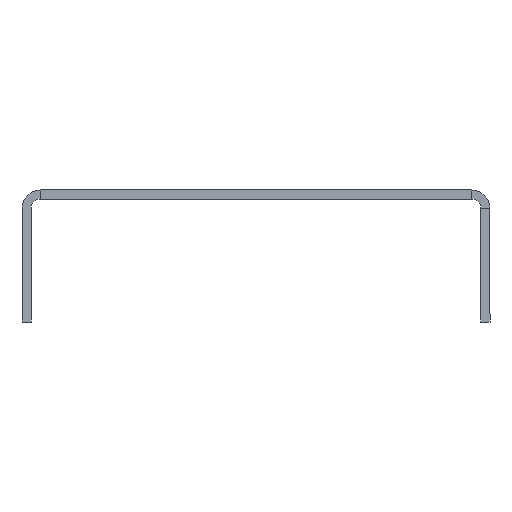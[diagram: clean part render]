
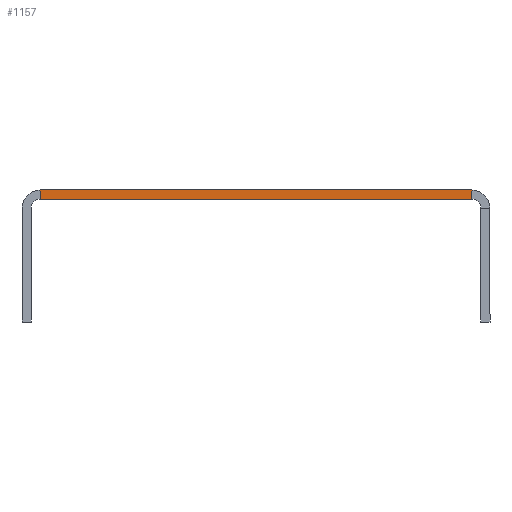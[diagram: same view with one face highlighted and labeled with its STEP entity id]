
A CAD part, front view. The second image highlights one B-rep face of the part: STEP entity #1157.
In plain terms, the highlighted planar face has unit normal (0, -1, 0).
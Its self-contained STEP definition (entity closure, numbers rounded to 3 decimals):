
#11 = VERTEX_POINT ( 'NONE', #457 ) ;
#36 = DIRECTION ( 'NONE',  ( 0., 0., -1. ) ) ;
#39 = LINE ( 'NONE', #319, #599 ) ;
#73 = EDGE_CURVE ( 'NONE', #399, #11, #175, .T. ) ;
#86 = CARTESIAN_POINT ( 'NONE',  ( 51.4, -1040.5, -2. ) ) ;
#130 = DIRECTION ( 'NONE',  ( 0., -1., 0. ) ) ;
#175 = LINE ( 'NONE', #823, #1103 ) ;
#189 = AXIS2_PLACEMENT_3D ( 'NONE', #858, #130, #36 ) ;
#214 = PLANE ( 'NONE',  #189 ) ;
#272 = EDGE_CURVE ( 'NONE', #999, #844, #738, .T. ) ;
#304 = DIRECTION ( 'NONE',  ( 1., 0., 0. ) ) ;
#312 = CARTESIAN_POINT ( 'NONE',  ( -47.4, -1040.5, -2. ) ) ;
#319 = CARTESIAN_POINT ( 'NONE',  ( 51.4, -1040.5, 0. ) ) ;
#333 = ORIENTED_EDGE ( 'NONE', *, *, #272, .T. ) ;
#399 = VERTEX_POINT ( 'NONE', #312 ) ;
#401 = DIRECTION ( 'NONE',  ( 0., 0., 1. ) ) ;
#434 = DIRECTION ( 'NONE',  ( 1., 0., 0. ) ) ;
#457 = CARTESIAN_POINT ( 'NONE',  ( -47.4, -1040.5, 0. ) ) ;
#481 = FACE_OUTER_BOUND ( 'NONE', #1069, .T. ) ;
#517 = ORIENTED_EDGE ( 'NONE', *, *, #73, .F. ) ;
#535 = DIRECTION ( 'NONE',  ( 0., 0., 1. ) ) ;
#599 = VECTOR ( 'NONE', #304, 1000. ) ;
#674 = EDGE_CURVE ( 'NONE', #11, #844, #39, .T. ) ;
#707 = ORIENTED_EDGE ( 'NONE', *, *, #878, .T. ) ;
#738 = LINE ( 'NONE', #1016, #1137 ) ;
#739 = CARTESIAN_POINT ( 'NONE',  ( 47.4, -1040.5, -2. ) ) ;
#823 = CARTESIAN_POINT ( 'NONE',  ( -47.4, -1040.5, -2. ) ) ;
#844 = VERTEX_POINT ( 'NONE', #895 ) ;
#858 = CARTESIAN_POINT ( 'NONE',  ( 51.4, -1040.5, -2. ) ) ;
#878 = EDGE_CURVE ( 'NONE', #399, #999, #1096, .T. ) ;
#895 = CARTESIAN_POINT ( 'NONE',  ( 47.4, -1040.5, 0. ) ) ;
#999 = VERTEX_POINT ( 'NONE', #739 ) ;
#1016 = CARTESIAN_POINT ( 'NONE',  ( 47.4, -1040.5, -2. ) ) ;
#1069 = EDGE_LOOP ( 'NONE', ( #517, #707, #333, #1173 ) ) ;
#1096 = LINE ( 'NONE', #86, #1140 ) ;
#1103 = VECTOR ( 'NONE', #535, 1000. ) ;
#1137 = VECTOR ( 'NONE', #401, 1000. ) ;
#1140 = VECTOR ( 'NONE', #434, 1000. ) ;
#1157 = ADVANCED_FACE ( 'NONE', ( #481 ), #214, .T. ) ;
#1173 = ORIENTED_EDGE ( 'NONE', *, *, #674, .F. ) ;
